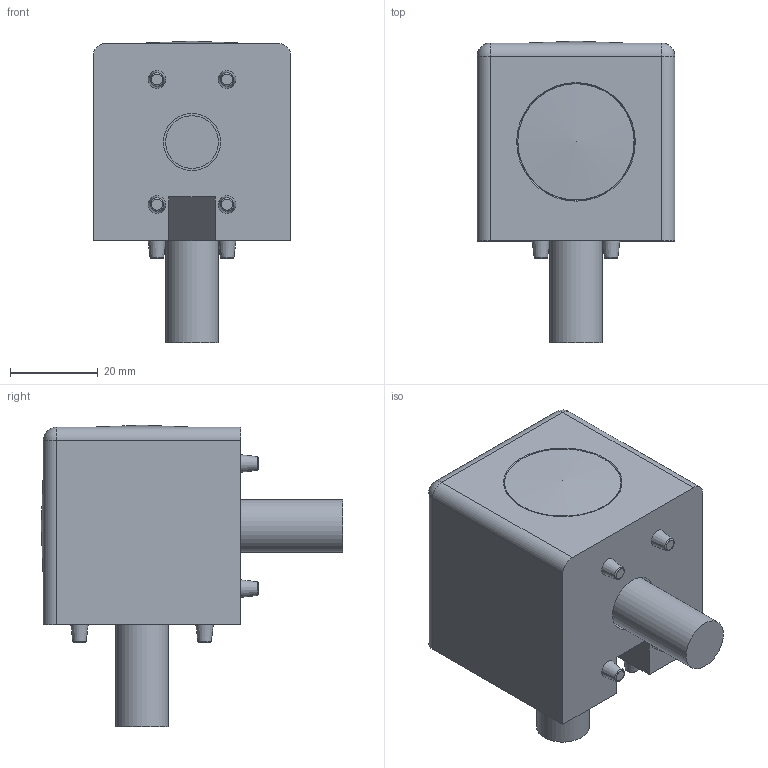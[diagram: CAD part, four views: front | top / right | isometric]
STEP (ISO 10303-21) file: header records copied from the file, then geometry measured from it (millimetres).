
FILE_DESCRIPTION(('FreeCAD Model'),'2;1');
FILE_NAME('Open CASCADE Shape Model','2024-03-19T16:03:47',(''),(''), 'Open CASCADE STEP processor 7.6','FreeCAD','Unknown');
FILE_SCHEMA(('AUTOMOTIVE_DESIGN { 1 0 10303 214 1 1 1 1 }'));
Length unit declared in the file: millimetre
Products named in the file (4): STB10-C2D; 093WW453N10RS_body; 093WW453N10RS_screw; 093WW453N10RS_cap
Assembly tree (5 placements, depth 2):
  STB10-C2D
    093WW453N10RS_body
    093WW453N10RS_screw  x2
    093WW453N10RS_cap  x2
Bounding box: 45 x 68.65 x 68.65 mm (x, y, z)
Volume: 76081 mm3; surface area: 23565.1 mm2
Topology: 5 solids, 5 shells, 256 faces, 680 edges, 446 vertices
Faces by surface type: plane 153, cylinder 63, cone 22, torus 12, sphere 4, revolution 2
Full cylindrical faces by diameter (mm): 9.9 x2, 12 x2, 13 x2, 19.6 x2, 26.5 x2
Entity records: 12765 total; most frequent: CARTESIAN_POINT 4978, DIRECTION 1366, ORIENTED_EDGE 790, PCURVE 790, DEFINITIONAL_REPRESENTATION 790, LINE 772, VECTOR 772, EDGE_CURVE 395
